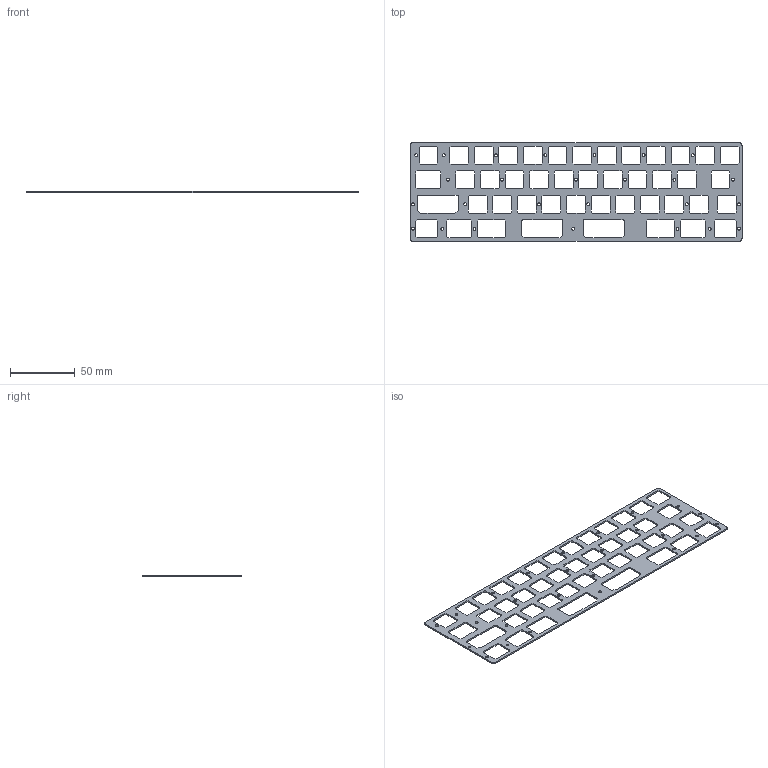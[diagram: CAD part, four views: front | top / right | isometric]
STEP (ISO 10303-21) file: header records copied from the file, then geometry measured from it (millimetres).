
FILE_DESCRIPTION(('KiCad electronic assembly'),'2;1');
FILE_NAME('plate-3D.step','2023-09-11T03:00:55',('Pcbnew'),('Kicad'), 'Open CASCADE STEP processor 7.6','KiCad to STEP converter','Unknown' );
FILE_SCHEMA(('AUTOMOTIVE_DESIGN { 1 0 10303 214 1 1 1 1 }'));
Length unit declared in the file: millimetre
Products named in the file (2): plate-3D 1; plate PCB
Assembly tree (1 placements, depth 2):
  plate-3D 1
    plate PCB
Bounding box: 257.18 x 76.2 x 1.18 mm (x, y, z)
Volume: 10862.2 mm3; surface area: 22515.6 mm2
Topology: 1 solids, 1 shells, 478 faces, 1428 edges, 952 vertices
Faces by surface type: plane 452, cylinder 26
Full cylindrical faces by diameter (mm): 2.2 x26
Entity records: 34835 total; most frequent: CARTESIAN_POINT 6028, DIRECTION 5244, LINE 4180, VECTOR 4180, ORIENTED_EDGE 2856, PCURVE 2856, DEFINITIONAL_REPRESENTATION 2856, EDGE_CURVE 1428
